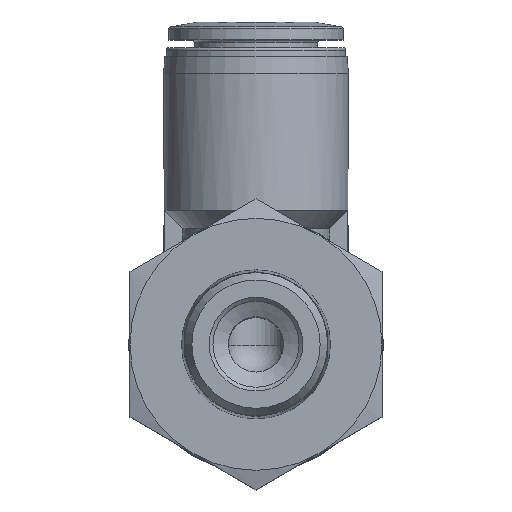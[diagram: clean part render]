
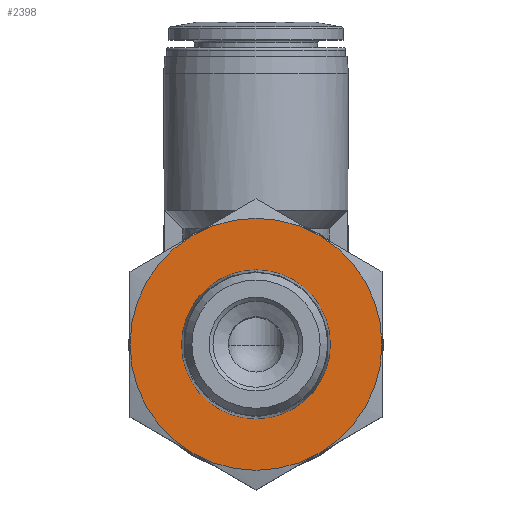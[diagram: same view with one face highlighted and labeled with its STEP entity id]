
A CAD part, top view. The second image highlights one B-rep face of the part: STEP entity #2398.
In plain terms, the highlighted planar face has unit normal (0, 0, 1).
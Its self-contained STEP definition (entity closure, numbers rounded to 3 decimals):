
#41=PLANE('',#2586);
#276=CIRCLE('',#2575,8.471);
#277=CIRCLE('',#2577,14.335);
#278=CIRCLE('',#2579,14.335);
#279=CIRCLE('',#2581,14.335);
#280=CIRCLE('',#2583,14.335);
#281=CIRCLE('',#2585,14.335);
#282=CIRCLE('',#2587,14.335);
#552=ORIENTED_EDGE('',*,*,#878,.F.);
#553=ORIENTED_EDGE('',*,*,#877,.F.);
#554=ORIENTED_EDGE('',*,*,#876,.F.);
#555=ORIENTED_EDGE('',*,*,#879,.F.);
#556=ORIENTED_EDGE('',*,*,#875,.F.);
#557=ORIENTED_EDGE('',*,*,#874,.F.);
#558=ORIENTED_EDGE('',*,*,#873,.F.);
#873=EDGE_CURVE('',#1045,#1045,#276,.T.);
#874=EDGE_CURVE('',#1036,#1038,#277,.T.);
#875=EDGE_CURVE('',#1038,#1040,#278,.T.);
#876=EDGE_CURVE('',#1041,#1032,#279,.T.);
#877=EDGE_CURVE('',#1032,#1034,#280,.T.);
#878=EDGE_CURVE('',#1034,#1036,#281,.T.);
#879=EDGE_CURVE('',#1040,#1041,#282,.T.);
#1032=VERTEX_POINT('',#3632);
#1034=VERTEX_POINT('',#3644);
#1036=VERTEX_POINT('',#3656);
#1038=VERTEX_POINT('',#3668);
#1040=VERTEX_POINT('',#3680);
#1041=VERTEX_POINT('',#3690);
#1045=VERTEX_POINT('',#3705);
#1172=EDGE_LOOP('',(#552,#553,#554,#555,#556,#557));
#1173=EDGE_LOOP('',(#558));
#1363=FACE_BOUND('',#1172,.T.);
#1364=FACE_BOUND('',#1173,.T.);
#2398=ADVANCED_FACE('',(#1363,#1364),#41,.F.);
#2575=AXIS2_PLACEMENT_3D('',#3704,#2933,#2934);
#2577=AXIS2_PLACEMENT_3D('',#3707,#2937,#2938);
#2579=AXIS2_PLACEMENT_3D('',#3709,#2941,#2942);
#2581=AXIS2_PLACEMENT_3D('',#3711,#2945,#2946);
#2583=AXIS2_PLACEMENT_3D('',#3713,#2949,#2950);
#2585=AXIS2_PLACEMENT_3D('',#3715,#2953,#2954);
#2586=AXIS2_PLACEMENT_3D('',#3716,#2955,#2956);
#2587=AXIS2_PLACEMENT_3D('',#3717,#2957,#2958);
#2933=DIRECTION('',(0.,0.,1.));
#2934=DIRECTION('',(0.,-1.,0.));
#2937=DIRECTION('',(0.,0.,-1.));
#2938=DIRECTION('',(-1.,0.,0.));
#2941=DIRECTION('',(0.,0.,-1.));
#2942=DIRECTION('',(-1.,0.,0.));
#2945=DIRECTION('',(0.,0.,-1.));
#2946=DIRECTION('',(-1.,0.,0.));
#2949=DIRECTION('',(0.,0.,-1.));
#2950=DIRECTION('',(-1.,0.,0.));
#2953=DIRECTION('',(0.,0.,-1.));
#2954=DIRECTION('',(-1.,0.,0.));
#2955=DIRECTION('',(0.,0.,-1.));
#2956=DIRECTION('',(-1.,0.,0.));
#2957=DIRECTION('',(0.,0.,-1.));
#2958=DIRECTION('',(-1.,0.,0.));
#3632=CARTESIAN_POINT('',(-14.335,0.,0.));
#3644=CARTESIAN_POINT('',(-7.168,12.414,0.));
#3656=CARTESIAN_POINT('',(7.168,12.414,0.));
#3668=CARTESIAN_POINT('',(14.335,0.,0.));
#3680=CARTESIAN_POINT('',(7.168,-12.414,0.));
#3690=CARTESIAN_POINT('',(-7.168,-12.414,0.));
#3704=CARTESIAN_POINT('',(0.,0.,0.));
#3705=CARTESIAN_POINT('',(0.,-8.471,0.));
#3707=CARTESIAN_POINT('',(0.,0.,0.));
#3709=CARTESIAN_POINT('',(0.,0.,0.));
#3711=CARTESIAN_POINT('',(0.,0.,0.));
#3713=CARTESIAN_POINT('',(0.,0.,0.));
#3715=CARTESIAN_POINT('',(0.,0.,0.));
#3716=CARTESIAN_POINT('',(0.,0.,0.));
#3717=CARTESIAN_POINT('',(0.,0.,0.));
